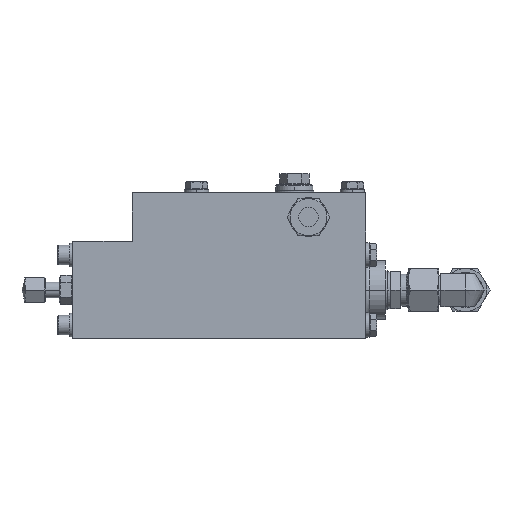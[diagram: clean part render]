
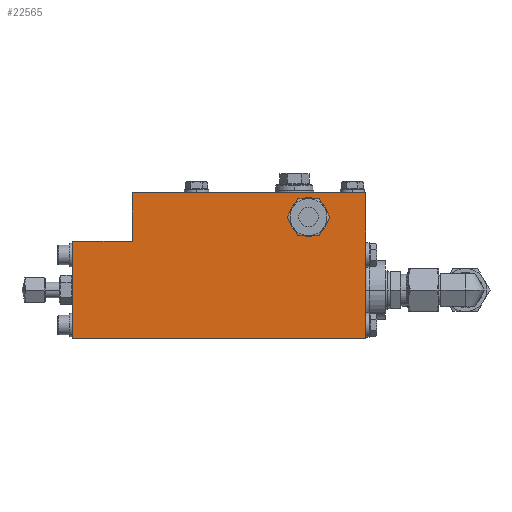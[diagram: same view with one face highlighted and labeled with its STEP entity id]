
A CAD part, left-side view. The second image highlights one B-rep face of the part: STEP entity #22565.
In plain terms, the highlighted planar face has unit normal (-1, 0, 0).
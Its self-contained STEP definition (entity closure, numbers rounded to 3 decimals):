
#613 = VERTEX_POINT ( 'NONE', #2276 ) ;
#2276 = CARTESIAN_POINT ( 'NONE',  ( -30., 70.8, 50. ) ) ;
#2341 = VECTOR ( 'NONE', #23741, 1000. ) ;
#3216 = VECTOR ( 'NONE', #12319, 1000. ) ;
#3355 = VECTOR ( 'NONE', #10281, 1000. ) ;
#3457 = VECTOR ( 'NONE', #18437, 1000. ) ;
#3809 = LINE ( 'NONE', #7085, #26933 ) ;
#4197 = VECTOR ( 'NONE', #14835, 1000. ) ;
#5395 = CARTESIAN_POINT ( 'NONE',  ( -30., 70.8, 25. ) ) ;
#5711 = CARTESIAN_POINT ( 'NONE',  ( -30., 88., 25. ) ) ;
#5929 = CARTESIAN_POINT ( 'NONE',  ( -30., 101.5, 25. ) ) ;
#7085 = CARTESIAN_POINT ( 'NONE',  ( -30., 88., -25. ) ) ;
#8441 = DIRECTION ( 'NONE',  ( 0., 1., 0. ) ) ;
#9101 = FACE_OUTER_BOUND ( 'NONE', #28127, .T. ) ;
#9791 = ORIENTED_EDGE ( 'NONE', *, *, #12834, .F. ) ;
#10085 = AXIS2_PLACEMENT_3D ( 'NONE', #34629, #16622, #37642 ) ;
#10281 = DIRECTION ( 'NONE',  ( 0., 0., -1. ) ) ;
#10986 = ORIENTED_EDGE ( 'NONE', *, *, #20553, .T. ) ;
#11006 = VERTEX_POINT ( 'NONE', #20574 ) ;
#12319 = DIRECTION ( 'NONE',  ( 0., 0., 1. ) ) ;
#12834 = EDGE_CURVE ( 'NONE', #17719, #19490, #37613, .T. ) ;
#13087 = ORIENTED_EDGE ( 'NONE', *, *, #37716, .T. ) ;
#13889 = CARTESIAN_POINT ( 'NONE',  ( -30., -29.7, 37.5 ) ) ;
#14835 = DIRECTION ( 'NONE',  ( 0., -1., 0. ) ) ;
#15258 = DIRECTION ( 'NONE',  ( -1., 0., 0. ) ) ;
#15890 = CIRCLE ( 'NONE', #10085, 10. ) ;
#16191 = FACE_BOUND ( 'NONE', #35735, .T. ) ;
#16323 = VERTEX_POINT ( 'NONE', #29515 ) ;
#16622 = DIRECTION ( 'NONE',  ( -1., 0., 0. ) ) ;
#17719 = VERTEX_POINT ( 'NONE', #13889 ) ;
#18273 = CARTESIAN_POINT ( 'NONE',  ( -30., -9.7, 37.5 ) ) ;
#18412 = ORIENTED_EDGE ( 'NONE', *, *, #23030, .T. ) ;
#18437 = DIRECTION ( 'NONE',  ( 0., 0., 1. ) ) ;
#18503 = LINE ( 'NONE', #5711, #2341 ) ;
#19379 = LINE ( 'NONE', #33341, #3216 ) ;
#19490 = VERTEX_POINT ( 'NONE', #18273 ) ;
#19602 = LINE ( 'NONE', #36306, #3457 ) ;
#20244 = ORIENTED_EDGE ( 'NONE', *, *, #33652, .F. ) ;
#20553 = EDGE_CURVE ( 'NONE', #16323, #33016, #18503, .T. ) ;
#20574 = CARTESIAN_POINT ( 'NONE',  ( -30., 101.5, -25. ) ) ;
#21228 = LINE ( 'NONE', #26757, #4197 ) ;
#22565 = ADVANCED_FACE ( 'NONE', ( #9101, #16191 ), #26338, .F. ) ;
#23030 = EDGE_CURVE ( 'NONE', #33472, #34477, #19379, .T. ) ;
#23741 = DIRECTION ( 'NONE',  ( 0., 1., 0. ) ) ;
#25125 = DIRECTION ( 'NONE',  ( 0., 1., 0. ) ) ;
#25548 = EDGE_CURVE ( 'NONE', #33472, #11006, #3809, .T. ) ;
#26338 = PLANE ( 'NONE',  #35494 ) ;
#26460 = DIRECTION ( 'NONE',  ( 1., 0., 0. ) ) ;
#26757 = CARTESIAN_POINT ( 'NONE',  ( -30., 70.8, 50. ) ) ;
#26933 = VECTOR ( 'NONE', #25125, 1000. ) ;
#27553 = ORIENTED_EDGE ( 'NONE', *, *, #31351, .F. ) ;
#28127 = EDGE_LOOP ( 'NONE', ( #37297, #18412, #27553, #13087, #10986, #20244 ) ) ;
#28945 = CARTESIAN_POINT ( 'NONE',  ( -30., -49.2, 50. ) ) ;
#29416 = CARTESIAN_POINT ( 'NONE',  ( -30., -49.2, -25. ) ) ;
#29515 = CARTESIAN_POINT ( 'NONE',  ( -30., 70.8, 25. ) ) ;
#31287 = CARTESIAN_POINT ( 'NONE',  ( -30., 70.8, 25. ) ) ;
#31351 = EDGE_CURVE ( 'NONE', #613, #34477, #21228, .T. ) ;
#32377 = AXIS2_PLACEMENT_3D ( 'NONE', #33244, #15258, #36283 ) ;
#33016 = VERTEX_POINT ( 'NONE', #5929 ) ;
#33244 = CARTESIAN_POINT ( 'NONE',  ( -30., -19.7, 37.5 ) ) ;
#33296 = EDGE_CURVE ( 'NONE', #19490, #17719, #15890, .T. ) ;
#33341 = CARTESIAN_POINT ( 'NONE',  ( -30., -49.2, 25. ) ) ;
#33472 = VERTEX_POINT ( 'NONE', #29416 ) ;
#33652 = EDGE_CURVE ( 'NONE', #11006, #33016, #19602, .T. ) ;
#34477 = VERTEX_POINT ( 'NONE', #28945 ) ;
#34541 = LINE ( 'NONE', #31287, #3355 ) ;
#34629 = CARTESIAN_POINT ( 'NONE',  ( -30., -19.7, 37.5 ) ) ;
#35494 = AXIS2_PLACEMENT_3D ( 'NONE', #5395, #26460, #8441 ) ;
#35735 = EDGE_LOOP ( 'NONE', ( #36804, #9791 ) ) ;
#36283 = DIRECTION ( 'NONE',  ( 0., 1., 0. ) ) ;
#36306 = CARTESIAN_POINT ( 'NONE',  ( -30., 101.5, -25. ) ) ;
#36804 = ORIENTED_EDGE ( 'NONE', *, *, #33296, .F. ) ;
#37297 = ORIENTED_EDGE ( 'NONE', *, *, #25548, .F. ) ;
#37613 = CIRCLE ( 'NONE', #32377, 10. ) ;
#37642 = DIRECTION ( 'NONE',  ( 0., 1., 0. ) ) ;
#37716 = EDGE_CURVE ( 'NONE', #613, #16323, #34541, .T. ) ;
